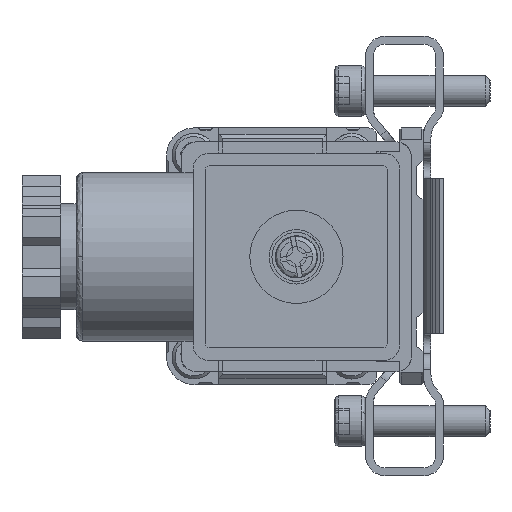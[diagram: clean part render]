
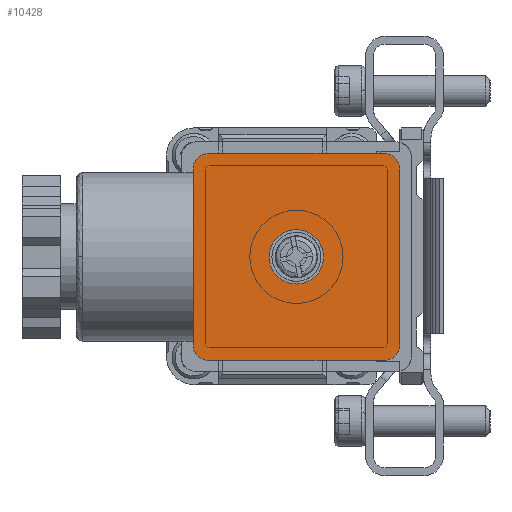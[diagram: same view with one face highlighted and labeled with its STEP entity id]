
A CAD part, left-side view. The second image highlights one B-rep face of the part: STEP entity #10428.
In plain terms, the highlighted planar face has unit normal (-1, 0, 0).
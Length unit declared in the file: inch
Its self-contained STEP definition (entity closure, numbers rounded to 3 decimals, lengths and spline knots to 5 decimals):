
#532 = CARTESIAN_POINT ( 'NONE',  ( -1.07087, 1.08661, 0.20156 ) ) ;
#654 = CARTESIAN_POINT ( 'NONE',  ( -1.07087, 1.16535, 1.17007 ) ) ;
#1482 = EDGE_CURVE ( 'NONE', #6943, #10237, #1707, .T. ) ;
#1695 = EDGE_CURVE ( 'NONE', #10046, #10046, #17024, .T. ) ;
#1707 = LINE ( 'NONE', #28124, #7574 ) ;
#2792 = CIRCLE ( 'NONE', #17688, 0.07874 ) ;
#3102 = VERTEX_POINT ( 'NONE', #20504 ) ;
#3317 = AXIS2_PLACEMENT_3D ( 'NONE', #17809, #13284, #17954 ) ;
#3573 = ORIENTED_EDGE ( 'NONE', *, *, #15697, .F. ) ;
#3621 = AXIS2_PLACEMENT_3D ( 'NONE', #25269, #18112, #15478 ) ;
#3693 = AXIS2_PLACEMENT_3D ( 'NONE', #22534, #29506, #17890 ) ;
#4115 = CARTESIAN_POINT ( 'NONE',  ( -1.07087, 1.08661, 0.12282 ) ) ;
#4368 = CARTESIAN_POINT ( 'NONE',  ( -1.07087, 0.19685, 1.09133 ) ) ;
#4485 = ORIENTED_EDGE ( 'NONE', *, *, #20041, .F. ) ;
#5901 = ORIENTED_EDGE ( 'NONE', *, *, #17777, .F. ) ;
#6658 = DIRECTION ( 'NONE',  ( 0., 0., -1. ) ) ;
#6872 = EDGE_CURVE ( 'NONE', #10568, #3102, #14216, .T. ) ;
#6943 = VERTEX_POINT ( 'NONE', #15735 ) ;
#6967 = VECTOR ( 'NONE', #10322, 39.37008 ) ;
#7076 = EDGE_CURVE ( 'NONE', #27512, #10568, #23636, .T. ) ;
#7574 = VECTOR ( 'NONE', #6658, 39.37008 ) ;
#7652 = LINE ( 'NONE', #12173, #6967 ) ;
#9630 = EDGE_CURVE ( 'NONE', #14413, #27939, #17108, .T. ) ;
#9632 = DIRECTION ( 'NONE',  ( 0., 1., 0. ) ) ;
#9813 = ORIENTED_EDGE ( 'NONE', *, *, #7076, .F. ) ;
#9990 = DIRECTION ( 'NONE',  ( 1., 0., 0. ) ) ;
#10046 = VERTEX_POINT ( 'NONE', #16901 ) ;
#10076 = ORIENTED_EDGE ( 'NONE', *, *, #1695, .F. ) ;
#10237 = VERTEX_POINT ( 'NONE', #12044 ) ;
#10322 = DIRECTION ( 'NONE',  ( 0., 0., 1. ) ) ;
#10428 = ADVANCED_FACE ( 'NONE', ( #24492, #27283 ), #24943, .F. ) ;
#10568 = VERTEX_POINT ( 'NONE', #4115 ) ;
#10599 = DIRECTION ( 'NONE',  ( 0., -1., 0. ) ) ;
#11289 = VECTOR ( 'NONE', #28622, 39.37008 ) ;
#12044 = CARTESIAN_POINT ( 'NONE',  ( -1.07087, 0.11811, 0.20156 ) ) ;
#12173 = CARTESIAN_POINT ( 'NONE',  ( -1.07087, 1.16535, 0.12282 ) ) ;
#12297 = EDGE_LOOP ( 'NONE', ( #9813, #5901, #16574, #3573, #4485, #18651, #26661, #26366 ) ) ;
#12979 = CARTESIAN_POINT ( 'NONE',  ( -1.07087, 1.16535, 0.12282 ) ) ;
#13166 = AXIS2_PLACEMENT_3D ( 'NONE', #12979, #22466, #20310 ) ;
#13211 = VECTOR ( 'NONE', #9632, 39.37008 ) ;
#13284 = DIRECTION ( 'NONE',  ( 1., 0., 0. ) ) ;
#14216 = CIRCLE ( 'NONE', #29587, 0.07874 ) ;
#14304 = DIRECTION ( 'NONE',  ( 0., -1., 0. ) ) ;
#14413 = VERTEX_POINT ( 'NONE', #28993 ) ;
#15478 = DIRECTION ( 'NONE',  ( 0., 0., -1. ) ) ;
#15697 = EDGE_CURVE ( 'NONE', #18373, #6943, #2792, .T. ) ;
#15735 = CARTESIAN_POINT ( 'NONE',  ( -1.07087, 0.11811, 1.09133 ) ) ;
#16574 = ORIENTED_EDGE ( 'NONE', *, *, #1482, .F. ) ;
#16641 = CARTESIAN_POINT ( 'NONE',  ( -1.07087, 1.16535, 0.12282 ) ) ;
#16901 = CARTESIAN_POINT ( 'NONE',  ( -1.07087, 0.64173, 0.50865 ) ) ;
#17024 = CIRCLE ( 'NONE', #3621, 0.1378 ) ;
#17108 = CIRCLE ( 'NONE', #3693, 0.07874 ) ;
#17688 = AXIS2_PLACEMENT_3D ( 'NONE', #4368, #28288, #14304 ) ;
#17777 = EDGE_CURVE ( 'NONE', #10237, #27512, #29612, .T. ) ;
#17809 = CARTESIAN_POINT ( 'NONE',  ( -1.07087, 0.19685, 0.20156 ) ) ;
#17890 = DIRECTION ( 'NONE',  ( 0., -1., 0. ) ) ;
#17954 = DIRECTION ( 'NONE',  ( 0., -1., 0. ) ) ;
#18112 = DIRECTION ( 'NONE',  ( -1., 0., 0. ) ) ;
#18373 = VERTEX_POINT ( 'NONE', #30322 ) ;
#18651 = ORIENTED_EDGE ( 'NONE', *, *, #9630, .F. ) ;
#20041 = EDGE_CURVE ( 'NONE', #27939, #18373, #24432, .T. ) ;
#20310 = DIRECTION ( 'NONE',  ( 0., 0., 1. ) ) ;
#20504 = CARTESIAN_POINT ( 'NONE',  ( -1.07087, 1.16535, 0.20156 ) ) ;
#22466 = DIRECTION ( 'NONE',  ( 1., 0., 0. ) ) ;
#22534 = CARTESIAN_POINT ( 'NONE',  ( -1.07087, 1.08661, 1.09133 ) ) ;
#23094 = CARTESIAN_POINT ( 'NONE',  ( -1.07087, 0.19685, 0.12282 ) ) ;
#23636 = LINE ( 'NONE', #16641, #13211 ) ;
#23669 = CARTESIAN_POINT ( 'NONE',  ( -1.07087, 1.08661, 1.17007 ) ) ;
#24432 = LINE ( 'NONE', #654, #11289 ) ;
#24492 = FACE_OUTER_BOUND ( 'NONE', #12297, .T. ) ;
#24943 = PLANE ( 'NONE',  #13166 ) ;
#25269 = CARTESIAN_POINT ( 'NONE',  ( -1.07087, 0.64173, 0.64645 ) ) ;
#26366 = ORIENTED_EDGE ( 'NONE', *, *, #6872, .F. ) ;
#26661 = ORIENTED_EDGE ( 'NONE', *, *, #30097, .F. ) ;
#27283 = FACE_BOUND ( 'NONE', #28274, .T. ) ;
#27512 = VERTEX_POINT ( 'NONE', #23094 ) ;
#27939 = VERTEX_POINT ( 'NONE', #23669 ) ;
#28124 = CARTESIAN_POINT ( 'NONE',  ( -1.07087, 0.11811, 0.12282 ) ) ;
#28274 = EDGE_LOOP ( 'NONE', ( #10076 ) ) ;
#28288 = DIRECTION ( 'NONE',  ( 1., 0., 0. ) ) ;
#28622 = DIRECTION ( 'NONE',  ( 0., -1., 0. ) ) ;
#28993 = CARTESIAN_POINT ( 'NONE',  ( -1.07087, 1.16535, 1.09133 ) ) ;
#29506 = DIRECTION ( 'NONE',  ( 1., 0., 0. ) ) ;
#29587 = AXIS2_PLACEMENT_3D ( 'NONE', #532, #9990, #10599 ) ;
#29612 = CIRCLE ( 'NONE', #3317, 0.07874 ) ;
#30097 = EDGE_CURVE ( 'NONE', #3102, #14413, #7652, .T. ) ;
#30322 = CARTESIAN_POINT ( 'NONE',  ( -1.07087, 0.19685, 1.17007 ) ) ;
